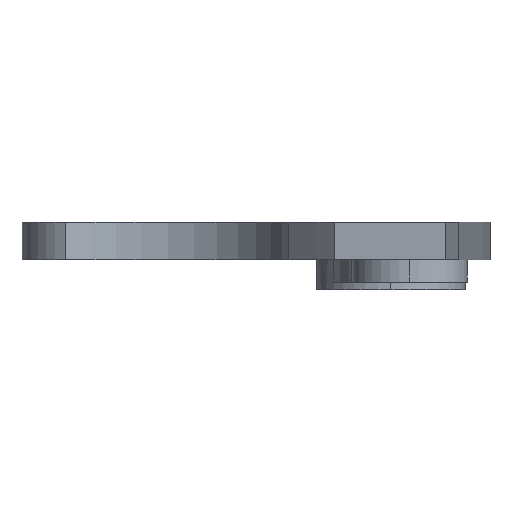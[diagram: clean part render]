
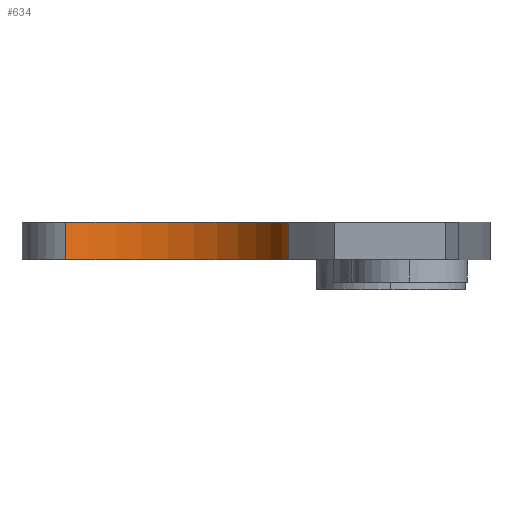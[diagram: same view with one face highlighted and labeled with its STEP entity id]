
A CAD part, left-side view. The second image highlights one B-rep face of the part: STEP entity #634.
In plain terms, the highlighted cylindrical face has radius 21.119 mm (diameter 42.237 mm), a partial arc.
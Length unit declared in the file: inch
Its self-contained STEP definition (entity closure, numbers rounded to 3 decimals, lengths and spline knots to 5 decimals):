
#36 = DIRECTION ( 'NONE',  ( -1., 0., 0. ) ) ;
#44 = CARTESIAN_POINT ( 'NONE',  ( -0.57835, 0.53766, -1.70059 ) ) ;
#107 = ORIENTED_EDGE ( 'NONE', *, *, #409, .T. ) ;
#191 = LINE ( 'NONE', #1651, #1340 ) ;
#351 = EDGE_CURVE ( 'NONE', #1387, #587, #191, .T. ) ;
#409 = EDGE_CURVE ( 'NONE', #1387, #1341, #2574, .T. ) ;
#419 = CARTESIAN_POINT ( 'NONE',  ( -0.57835, 0.53766, -0.19685 ) ) ;
#434 = DIRECTION ( 'NONE',  ( 0., 0., 1. ) ) ;
#587 = VERTEX_POINT ( 'NONE', #1452 ) ;
#634 = ADVANCED_FACE ( 'NONE', ( #1058 ), #1464, .F. ) ;
#698 = ORIENTED_EDGE ( 'NONE', *, *, #351, .F. ) ;
#819 = ORIENTED_EDGE ( 'NONE', *, *, #1896, .T. ) ;
#888 = DIRECTION ( 'NONE',  ( 0., 0., 1. ) ) ;
#1031 = DIRECTION ( 'NONE',  ( 0., 0., -1. ) ) ;
#1058 = FACE_OUTER_BOUND ( 'NONE', #2553, .T. ) ;
#1208 = AXIS2_PLACEMENT_3D ( 'NONE', #1837, #1031, #2658 ) ;
#1255 = CARTESIAN_POINT ( 'NONE',  ( -0.57835, 0.53766, 0. ) ) ;
#1280 = CARTESIAN_POINT ( 'NONE',  ( -0.72273, 1.35647, 0. ) ) ;
#1340 = VECTOR ( 'NONE', #2226, 39.37008 ) ;
#1341 = VERTEX_POINT ( 'NONE', #419 ) ;
#1387 = VERTEX_POINT ( 'NONE', #2460 ) ;
#1452 = CARTESIAN_POINT ( 'NONE',  ( 0.0253, 1.71943, 0. ) ) ;
#1464 = CYLINDRICAL_SURFACE ( 'NONE', #1590, 0.83144 ) ;
#1482 = DIRECTION ( 'NONE',  ( -1., 0., 0. ) ) ;
#1540 = VERTEX_POINT ( 'NONE', #1255 ) ;
#1590 = AXIS2_PLACEMENT_3D ( 'NONE', #2498, #434, #36 ) ;
#1651 = CARTESIAN_POINT ( 'NONE',  ( 0.0253, 1.71943, -1.70059 ) ) ;
#1742 = EDGE_CURVE ( 'NONE', #587, #1540, #1877, .T. ) ;
#1785 = AXIS2_PLACEMENT_3D ( 'NONE', #1280, #1912, #1482 ) ;
#1837 = CARTESIAN_POINT ( 'NONE',  ( -0.72273, 1.35647, -0.19685 ) ) ;
#1877 = CIRCLE ( 'NONE', #1785, 0.83144 ) ;
#1896 = EDGE_CURVE ( 'NONE', #1341, #1540, #2282, .T. ) ;
#1912 = DIRECTION ( 'NONE',  ( 0., 0., -1. ) ) ;
#1936 = ORIENTED_EDGE ( 'NONE', *, *, #1742, .F. ) ;
#2226 = DIRECTION ( 'NONE',  ( 0., 0., 1. ) ) ;
#2282 = LINE ( 'NONE', #44, #2565 ) ;
#2460 = CARTESIAN_POINT ( 'NONE',  ( 0.0253, 1.71943, -0.19685 ) ) ;
#2498 = CARTESIAN_POINT ( 'NONE',  ( -0.72273, 1.35647, -1.70059 ) ) ;
#2553 = EDGE_LOOP ( 'NONE', ( #107, #819, #1936, #698 ) ) ;
#2565 = VECTOR ( 'NONE', #888, 39.37008 ) ;
#2574 = CIRCLE ( 'NONE', #1208, 0.83144 ) ;
#2658 = DIRECTION ( 'NONE',  ( 1., 0., 0. ) ) ;
